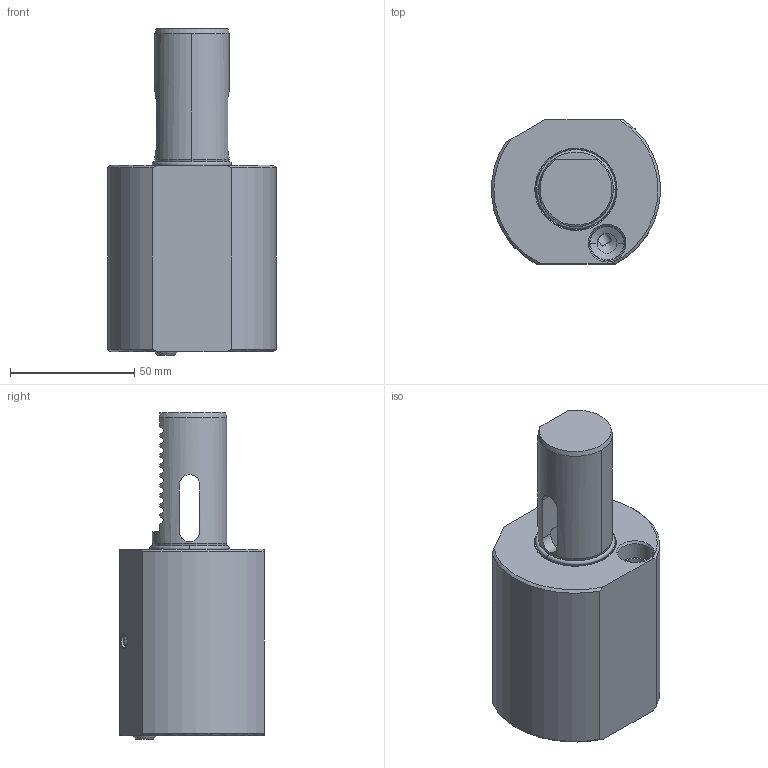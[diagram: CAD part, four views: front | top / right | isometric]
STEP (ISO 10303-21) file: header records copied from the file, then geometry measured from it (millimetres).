
FILE_DESCRIPTION((''),'2;1');
FILE_NAME('309_07_03','2020-09-29T',('101107'),(''),'CREO PARAMETRIC BY PTC INC, 2016260','CREO PARAMETRIC BY PTC INC, 2016260','');
FILE_SCHEMA(('CONFIG_CONTROL_DESIGN'));
Length unit declared in the file: millimetre
Products named in the file (1): 309_07_03
Bounding box: 67.84 x 58 x 131.5 mm (x, y, z)
Volume: 244125.1 mm3; surface area: 37834.5 mm2
Topology: 1 solids, 5 shells, 227 faces, 562 edges, 343 vertices
Faces by surface type: cone 87, plane 69, cylinder 55, torus 10, sphere 6
Entity records: 7359 total; most frequent: CARTESIAN_POINT 2027, ORIENTED_EDGE 1108, DIRECTION 1104, EDGE_CURVE 554, AXIS2_PLACEMENT_3D 437, VERTEX_POINT 343, EDGE_LOOP 247, VECTOR 230
